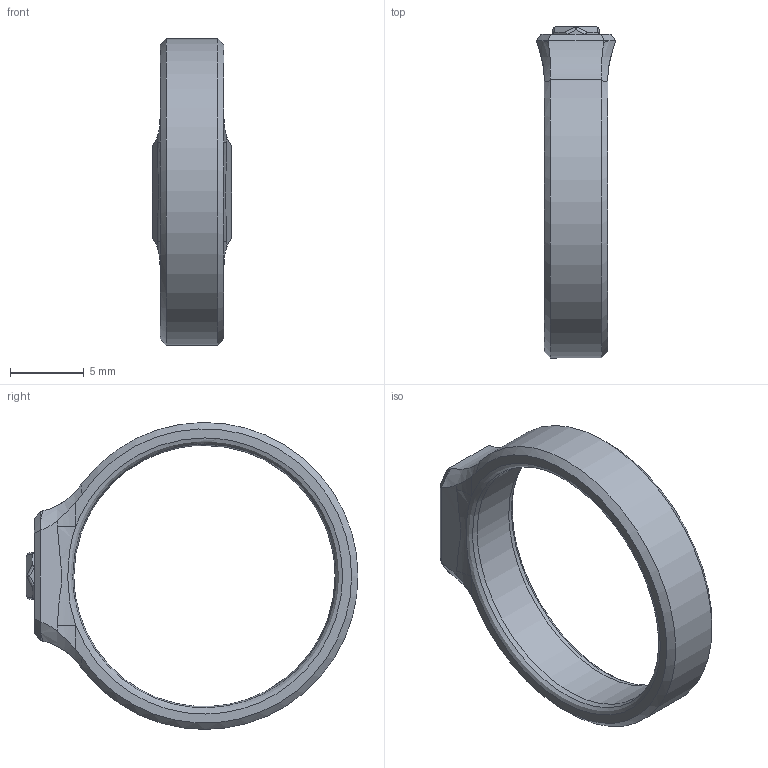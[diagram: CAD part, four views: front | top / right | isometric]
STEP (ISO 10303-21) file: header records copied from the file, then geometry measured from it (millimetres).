
FILE_DESCRIPTION(('FreeCAD Model'),'2;1');
FILE_NAME('Open CASCADE Shape Model','2025-05-04T05:42:54',('FreeCAD'),( 'FreeCAD'),'Open CASCADE STEP processor 7.6','FreeCAD','Unknown');
FILE_SCHEMA(('AUTOMOTIVE_DESIGN { 1 0 10303 214 1 1 1 1 }'));
Length unit declared in the file: millimetre
Products named in the file (1): Open CASCADE STEP translator 7.6 1
Bounding box: 5.38 x 22.48 x 20.79 mm (x, y, z)
Volume: 459.2 mm3; surface area: 722.3 mm2
Topology: 2 solids, 2 shells, 839 faces, 2446 edges, 1630 vertices
Faces by surface type: bspline 839
Entity records: 36391 total; most frequent: CARTESIAN_POINT 21813, ORIENTED_EDGE 4892, EDGE_CURVE 2446, B_SPLINE_CURVE_WITH_KNOTS 2244, VERTEX_POINT 1630, FACE_BOUND 860, EDGE_LOOP 860, ADVANCED_FACE 839
